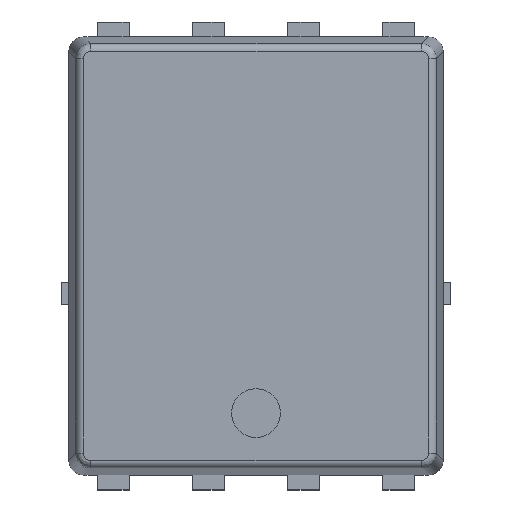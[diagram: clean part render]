
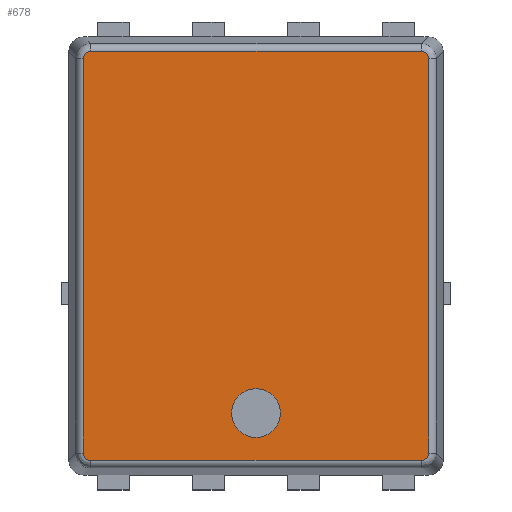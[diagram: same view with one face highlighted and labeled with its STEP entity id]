
A CAD part, top view. The second image highlights one B-rep face of the part: STEP entity #678.
In plain terms, the highlighted planar face has unit normal (0, 0, 1).
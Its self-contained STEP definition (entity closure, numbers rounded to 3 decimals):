
#678=ADVANCED_FACE('',(#1941,#1943),#1945,.T.);
#1941=FACE_BOUND('',#1942,.T.);
#1942=EDGE_LOOP('',(#2964,#2965,#2966,#2967,#2968,#2969,#2970,#2971));
#1943=FACE_BOUND('',#1944,.T.);
#1944=EDGE_LOOP('',(#2972));
#1945=PLANE('',#1946);
#1946=AXIS2_PLACEMENT_3D('',#1947,#1948,#1949);
#1947=CARTESIAN_POINT('',(0.,0.,1.1));
#1948=DIRECTION('',(0.,0.,1.));
#1949=DIRECTION('',(1.,0.,0.));
#2964=ORIENTED_EDGE('',*,*,#3602,.T.);
#2965=ORIENTED_EDGE('',*,*,#3603,.F.);
#2966=ORIENTED_EDGE('',*,*,#3604,.T.);
#2967=ORIENTED_EDGE('',*,*,#3605,.F.);
#2968=ORIENTED_EDGE('',*,*,#3606,.T.);
#2969=ORIENTED_EDGE('',*,*,#3607,.F.);
#2970=ORIENTED_EDGE('',*,*,#3608,.T.);
#2971=ORIENTED_EDGE('',*,*,#3609,.F.);
#2972=ORIENTED_EDGE('',*,*,#3601,.F.);
#3601=EDGE_CURVE('',#4116,#4116,#4117,.T.);
#3602=EDGE_CURVE('',#4118,#4119,#4120,.T.);
#3603=EDGE_CURVE('',#4121,#4119,#4122,.F.);
#3604=EDGE_CURVE('',#4121,#4123,#4124,.T.);
#3605=EDGE_CURVE('',#4125,#4123,#4126,.F.);
#3606=EDGE_CURVE('',#4125,#4127,#4128,.T.);
#3607=EDGE_CURVE('',#4129,#4127,#4130,.F.);
#3608=EDGE_CURVE('',#4129,#4131,#4132,.T.);
#3609=EDGE_CURVE('',#4118,#4131,#4133,.F.);
#4116=VERTEX_POINT('',#5136);
#4117=CIRCLE('',#5137,0.325);
#4118=VERTEX_POINT('',#5141);
#4119=VERTEX_POINT('',#5142);
#4120=LINE('',#5143,#5144);
#4121=VERTEX_POINT('',#5146);
#4122=(BOUNDED_CURVE()B_SPLINE_CURVE(3,
(#5147,#5148,#5149,#5150),
.UNSPECIFIED.,.F.,.F.)B_SPLINE_CURVE_WITH_KNOTS((4,4),
(0.,1.),
.UNSPECIFIED.)CURVE()GEOMETRIC_REPRESENTATION_ITEM()RATIONAL_B_SPLINE_CURVE((1.,
0.808,0.808,1.))REPRESENTATION_ITEM(''));
#4123=VERTEX_POINT('',#5151);
#4124=LINE('',#5152,#5153);
#4125=VERTEX_POINT('',#5155);
#4126=(BOUNDED_CURVE()B_SPLINE_CURVE(3,
(#5156,#5157,#5158,#5159),
.UNSPECIFIED.,.F.,.F.)B_SPLINE_CURVE_WITH_KNOTS((4,4),
(0.,1.),
.UNSPECIFIED.)CURVE()GEOMETRIC_REPRESENTATION_ITEM()RATIONAL_B_SPLINE_CURVE((1.,
0.808,0.808,1.))REPRESENTATION_ITEM(''));
#4127=VERTEX_POINT('',#5160);
#4128=LINE('',#5161,#5162);
#4129=VERTEX_POINT('',#5164);
#4130=(BOUNDED_CURVE()B_SPLINE_CURVE(3,
(#5165,#5166,#5167,#5168),
.UNSPECIFIED.,.F.,.F.)B_SPLINE_CURVE_WITH_KNOTS((4,4),
(0.,1.),
.UNSPECIFIED.)CURVE()GEOMETRIC_REPRESENTATION_ITEM()RATIONAL_B_SPLINE_CURVE((1.,
0.808,0.808,1.))REPRESENTATION_ITEM(''));
#4131=VERTEX_POINT('',#5169);
#4132=LINE('',#5170,#5171);
#4133=(BOUNDED_CURVE()B_SPLINE_CURVE(3,
(#5173,#5174,#5175,#5176),
.UNSPECIFIED.,.F.,.F.)B_SPLINE_CURVE_WITH_KNOTS((4,4),
(0.,1.),
.UNSPECIFIED.)CURVE()GEOMETRIC_REPRESENTATION_ITEM()RATIONAL_B_SPLINE_CURVE((1.,
0.808,0.808,1.))REPRESENTATION_ITEM(''));
#5136=CARTESIAN_POINT('',(0.325,-2.1,1.1));
#5137=AXIS2_PLACEMENT_3D('',#5138,#5139,#5140);
#5138=CARTESIAN_POINT('',(0.,-2.1,1.1));
#5139=DIRECTION('',(0.,0.,1.));
#5140=DIRECTION('',(1.,0.,0.));
#5141=CARTESIAN_POINT('',(-2.208,-2.732,1.1));
#5142=CARTESIAN_POINT('',(2.208,-2.732,1.1));
#5143=CARTESIAN_POINT('',(-2.208,-2.732,1.1));
#5144=VECTOR('',#5145,1.);
#5145=DIRECTION('',(1.,0.,0.));
#5146=CARTESIAN_POINT('',(2.307,-2.633,1.1));
#5147=CARTESIAN_POINT('',(2.208,-2.732,1.1));
#5148=CARTESIAN_POINT('',(2.266,-2.732,1.1));
#5149=CARTESIAN_POINT('',(2.307,-2.691,1.1));
#5150=CARTESIAN_POINT('',(2.307,-2.633,1.1));
#5151=CARTESIAN_POINT('',(2.307,2.633,1.1));
#5152=CARTESIAN_POINT('',(2.307,-2.633,1.1));
#5153=VECTOR('',#5154,1.);
#5154=DIRECTION('',(0.,1.,0.));
#5155=CARTESIAN_POINT('',(2.208,2.732,1.1));
#5156=CARTESIAN_POINT('',(2.307,2.633,1.1));
#5157=CARTESIAN_POINT('',(2.307,2.691,1.1));
#5158=CARTESIAN_POINT('',(2.266,2.732,1.1));
#5159=CARTESIAN_POINT('',(2.208,2.732,1.1));
#5160=CARTESIAN_POINT('',(-2.208,2.732,1.1));
#5161=CARTESIAN_POINT('',(2.208,2.732,1.1));
#5162=VECTOR('',#5163,1.);
#5163=DIRECTION('',(-1.,0.,0.));
#5164=CARTESIAN_POINT('',(-2.307,2.633,1.1));
#5165=CARTESIAN_POINT('',(-2.208,2.732,1.1));
#5166=CARTESIAN_POINT('',(-2.266,2.732,1.1));
#5167=CARTESIAN_POINT('',(-2.307,2.691,1.1));
#5168=CARTESIAN_POINT('',(-2.307,2.633,1.1));
#5169=CARTESIAN_POINT('',(-2.307,-2.633,1.1));
#5170=CARTESIAN_POINT('',(-2.307,2.633,1.1));
#5171=VECTOR('',#5172,1.);
#5172=DIRECTION('',(0.,-1.,0.));
#5173=CARTESIAN_POINT('',(-2.307,-2.633,1.1));
#5174=CARTESIAN_POINT('',(-2.307,-2.691,1.1));
#5175=CARTESIAN_POINT('',(-2.266,-2.732,1.1));
#5176=CARTESIAN_POINT('',(-2.208,-2.732,1.1));
